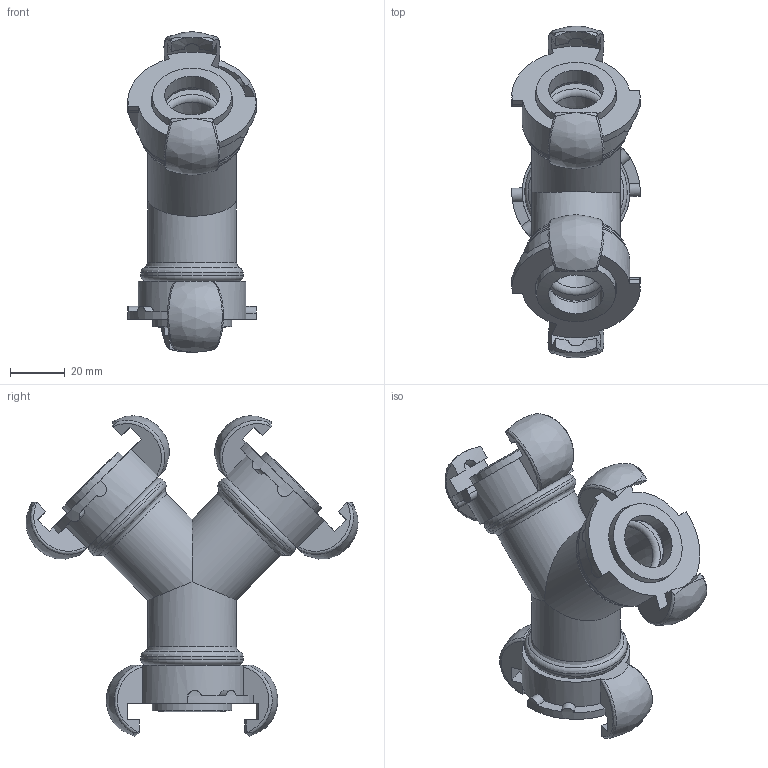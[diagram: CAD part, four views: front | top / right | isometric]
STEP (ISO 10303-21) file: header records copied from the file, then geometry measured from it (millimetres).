
FILE_DESCRIPTION(/* description */ (''),/* implementation_level */ '2;1');
FILE_NAME(/* name */ 'dwsg_34.stp',/* time_stamp */ '2020-03-31T12:49:12+02:00',/* author */ ('schnellinger'),/* organization */ (''),/* preprocessor_version */ 'ST-DEVELOPER v17',/* originating_system */ 'Autodesk Inventor 2018',/* authorisation */ '0 mm^3');
FILE_SCHEMA (('AUTOMOTIVE_DESIGN { 1 0 10303 214 3 1 1 }'));
Length unit declared in the file: millimetre
Products named in the file (1): ENG-000619_Shrinkwrap_1
Bounding box: 47 x 121.52 x 117.26 mm (x, y, z)
Volume: 108110.3 mm3; surface area: 56500.3 mm2
Topology: 7 solids, 7 shells, 203 faces, 561 edges, 380 vertices
Faces by surface type: cylinder 69, plane 66, cone 23, bspline 21, torus 12, sphere 12
Full cylindrical faces by diameter (mm): 20 x3, 24.3 x3, 26.441 x3, 29 x3, 30 x3, 32.5 x3, 34.5 x3, 35 x3, 37.5 x3
Entity records: 9133 total; most frequent: CARTESIAN_POINT 3767, ORIENTED_EDGE 1122, DIRECTION 1016, EDGE_CURVE 561, AXIS2_PLACEMENT_3D 422, VERTEX_POINT 380, CIRCLE 234, EDGE_LOOP 227
